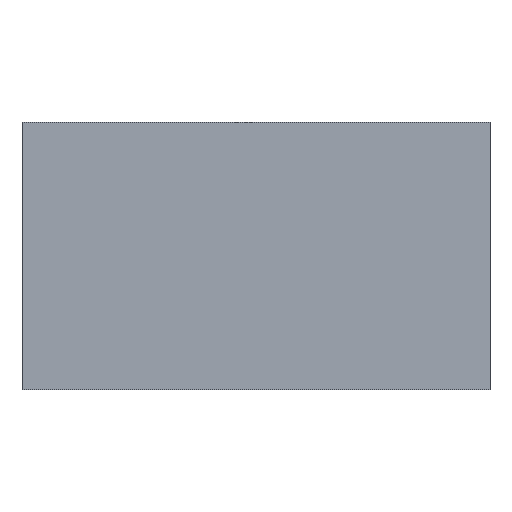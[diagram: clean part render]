
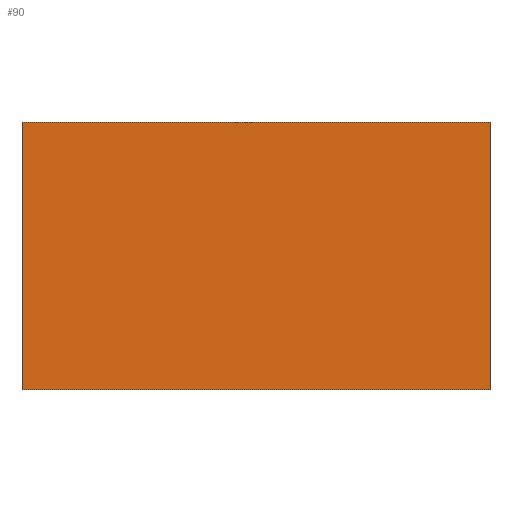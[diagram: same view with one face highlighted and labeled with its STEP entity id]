
A CAD part, front view. The second image highlights one B-rep face of the part: STEP entity #90.
In plain terms, the highlighted planar face has unit normal (0, -1, 0).
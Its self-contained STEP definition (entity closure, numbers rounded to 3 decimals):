
#5 = ORIENTED_EDGE ( 'NONE', *, *, #83, .F. ) ;
#16 = CARTESIAN_POINT ( 'NONE',  ( 3.5, -0.5, 2. ) ) ;
#54 = DIRECTION ( 'NONE',  ( -1., 0., 0. ) ) ;
#65 = CARTESIAN_POINT ( 'NONE',  ( -3.5, -0.5, 2. ) ) ;
#75 = AXIS2_PLACEMENT_3D ( 'NONE', #275, #125, #370 ) ;
#83 = EDGE_CURVE ( 'NONE', #122, #235, #342, .T. ) ;
#90 = ADVANCED_FACE ( 'NONE', ( #273 ), #123, .T. ) ;
#100 = VECTOR ( 'NONE', #268, 1000. ) ;
#111 = VECTOR ( 'NONE', #54, 1000. ) ;
#117 = LINE ( 'NONE', #175, #100 ) ;
#122 = VERTEX_POINT ( 'NONE', #16 ) ;
#123 = PLANE ( 'NONE',  #75 ) ;
#125 = DIRECTION ( 'NONE',  ( 0., -1., 0. ) ) ;
#128 = DIRECTION ( 'NONE',  ( 0., 0., -1. ) ) ;
#167 = CARTESIAN_POINT ( 'NONE',  ( -3.5, -0.5, 2. ) ) ;
#173 = EDGE_CURVE ( 'NONE', #393, #122, #254, .T. ) ;
#174 = ORIENTED_EDGE ( 'NONE', *, *, #239, .F. ) ;
#175 = CARTESIAN_POINT ( 'NONE',  ( -3.5, -0.5, 2. ) ) ;
#190 = ORIENTED_EDGE ( 'NONE', *, *, #173, .F. ) ;
#218 = VECTOR ( 'NONE', #288, 1000. ) ;
#232 = CARTESIAN_POINT ( 'NONE',  ( -3.5, -0.5, -2. ) ) ;
#234 = CARTESIAN_POINT ( 'NONE',  ( 3.5, -0.5, -2. ) ) ;
#235 = VERTEX_POINT ( 'NONE', #234 ) ;
#239 = EDGE_CURVE ( 'NONE', #327, #393, #117, .T. ) ;
#250 = CARTESIAN_POINT ( 'NONE',  ( 3.5, -0.5, 2. ) ) ;
#254 = LINE ( 'NONE', #167, #218 ) ;
#268 = DIRECTION ( 'NONE',  ( 0., 0., 1. ) ) ;
#273 = FACE_OUTER_BOUND ( 'NONE', #297, .T. ) ;
#275 = CARTESIAN_POINT ( 'NONE',  ( 3.5, -0.5, -2. ) ) ;
#282 = EDGE_CURVE ( 'NONE', #235, #327, #321, .T. ) ;
#288 = DIRECTION ( 'NONE',  ( 1., 0., 0. ) ) ;
#297 = EDGE_LOOP ( 'NONE', ( #5, #190, #174, #377 ) ) ;
#321 = LINE ( 'NONE', #232, #111 ) ;
#327 = VERTEX_POINT ( 'NONE', #329 ) ;
#329 = CARTESIAN_POINT ( 'NONE',  ( -3.5, -0.5, -2. ) ) ;
#342 = LINE ( 'NONE', #250, #349 ) ;
#349 = VECTOR ( 'NONE', #128, 1000. ) ;
#370 = DIRECTION ( 'NONE',  ( 0., 0., -1. ) ) ;
#377 = ORIENTED_EDGE ( 'NONE', *, *, #282, .F. ) ;
#393 = VERTEX_POINT ( 'NONE', #65 ) ;
